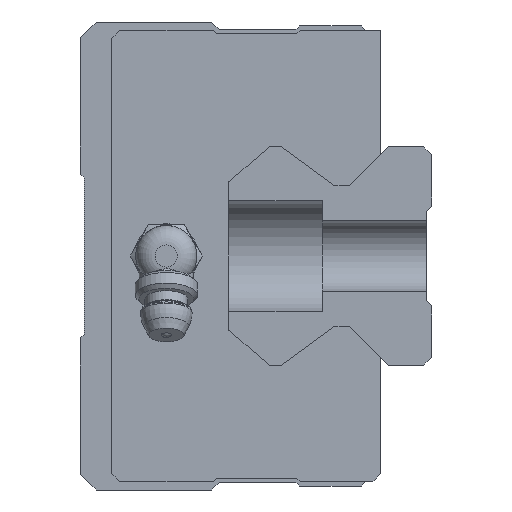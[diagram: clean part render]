
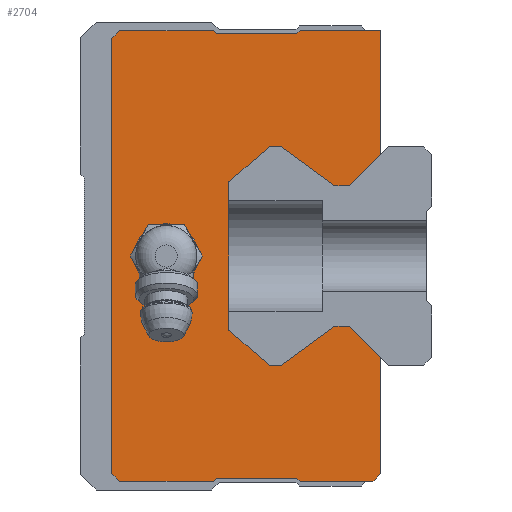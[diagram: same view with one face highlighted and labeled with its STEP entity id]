
A CAD part, left-side view. The second image highlights one B-rep face of the part: STEP entity #2704.
In plain terms, the highlighted planar face has unit normal (-1, 0, 0).
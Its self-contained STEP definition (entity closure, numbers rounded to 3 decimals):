
#554=ORIENTED_EDGE('',*,*,#1076,.F.);
#555=ORIENTED_EDGE('',*,*,#1105,.F.);
#556=ORIENTED_EDGE('',*,*,#1103,.F.);
#557=ORIENTED_EDGE('',*,*,#1101,.F.);
#558=ORIENTED_EDGE('',*,*,#1099,.F.);
#559=ORIENTED_EDGE('',*,*,#1097,.F.);
#560=ORIENTED_EDGE('',*,*,#1095,.F.);
#561=ORIENTED_EDGE('',*,*,#1093,.F.);
#562=ORIENTED_EDGE('',*,*,#1091,.F.);
#563=ORIENTED_EDGE('',*,*,#1089,.F.);
#564=ORIENTED_EDGE('',*,*,#973,.F.);
#565=ORIENTED_EDGE('',*,*,#970,.F.);
#566=ORIENTED_EDGE('',*,*,#967,.F.);
#567=ORIENTED_EDGE('',*,*,#964,.F.);
#568=ORIENTED_EDGE('',*,*,#961,.F.);
#569=ORIENTED_EDGE('',*,*,#958,.F.);
#570=ORIENTED_EDGE('',*,*,#955,.F.);
#571=ORIENTED_EDGE('',*,*,#952,.F.);
#572=ORIENTED_EDGE('',*,*,#949,.F.);
#573=ORIENTED_EDGE('',*,*,#946,.F.);
#574=ORIENTED_EDGE('',*,*,#941,.F.);
#575=ORIENTED_EDGE('',*,*,#1088,.F.);
#576=ORIENTED_EDGE('',*,*,#1086,.F.);
#577=ORIENTED_EDGE('',*,*,#1084,.F.);
#578=ORIENTED_EDGE('',*,*,#1082,.F.);
#579=ORIENTED_EDGE('',*,*,#1080,.F.);
#580=ORIENTED_EDGE('',*,*,#1078,.F.);
#581=ORIENTED_EDGE('',*,*,#1106,.T.);
#582=ORIENTED_EDGE('',*,*,#1107,.T.);
#583=ORIENTED_EDGE('',*,*,#1108,.T.);
#584=ORIENTED_EDGE('',*,*,#1109,.T.);
#585=ORIENTED_EDGE('',*,*,#1110,.T.);
#586=ORIENTED_EDGE('',*,*,#1111,.T.);
#941=EDGE_CURVE('',#1303,#1304,#1560,.T.);
#946=EDGE_CURVE('',#1304,#1308,#1565,.T.);
#949=EDGE_CURVE('',#1308,#1310,#1568,.T.);
#952=EDGE_CURVE('',#1310,#1312,#1571,.T.);
#955=EDGE_CURVE('',#1312,#1314,#1574,.T.);
#958=EDGE_CURVE('',#1314,#1316,#1577,.T.);
#961=EDGE_CURVE('',#1316,#1318,#1580,.T.);
#964=EDGE_CURVE('',#1318,#1320,#1583,.T.);
#967=EDGE_CURVE('',#1320,#1322,#1586,.T.);
#970=EDGE_CURVE('',#1322,#1324,#1589,.T.);
#973=EDGE_CURVE('',#1324,#1326,#1592,.T.);
#1076=EDGE_CURVE('',#1392,#1393,#1682,.T.);
#1078=EDGE_CURVE('',#1393,#1394,#1684,.T.);
#1080=EDGE_CURVE('',#1394,#1395,#1686,.T.);
#1082=EDGE_CURVE('',#1395,#1396,#1688,.T.);
#1084=EDGE_CURVE('',#1396,#1397,#1690,.T.);
#1086=EDGE_CURVE('',#1397,#1398,#1692,.T.);
#1088=EDGE_CURVE('',#1398,#1303,#1694,.T.);
#1089=EDGE_CURVE('',#1326,#1399,#1695,.T.);
#1091=EDGE_CURVE('',#1399,#1400,#1697,.T.);
#1093=EDGE_CURVE('',#1400,#1401,#1699,.T.);
#1095=EDGE_CURVE('',#1401,#1402,#1701,.T.);
#1097=EDGE_CURVE('',#1402,#1403,#1703,.T.);
#1099=EDGE_CURVE('',#1403,#1404,#1705,.T.);
#1101=EDGE_CURVE('',#1404,#1405,#1707,.T.);
#1103=EDGE_CURVE('',#1405,#1406,#1709,.T.);
#1105=EDGE_CURVE('',#1406,#1392,#1711,.T.);
#1106=EDGE_CURVE('',#1407,#1408,#1712,.T.);
#1107=EDGE_CURVE('',#1408,#1409,#1713,.T.);
#1108=EDGE_CURVE('',#1409,#1410,#1714,.T.);
#1109=EDGE_CURVE('',#1410,#1411,#1715,.T.);
#1110=EDGE_CURVE('',#1411,#1412,#1716,.T.);
#1111=EDGE_CURVE('',#1412,#1407,#1717,.T.);
#1303=VERTEX_POINT('',#3883);
#1304=VERTEX_POINT('',#3885);
#1308=VERTEX_POINT('',#3895);
#1310=VERTEX_POINT('',#3901);
#1312=VERTEX_POINT('',#3907);
#1314=VERTEX_POINT('',#3913);
#1316=VERTEX_POINT('',#3919);
#1318=VERTEX_POINT('',#3925);
#1320=VERTEX_POINT('',#3931);
#1322=VERTEX_POINT('',#3937);
#1324=VERTEX_POINT('',#3943);
#1326=VERTEX_POINT('',#3949);
#1392=VERTEX_POINT('',#4165);
#1393=VERTEX_POINT('',#4167);
#1394=VERTEX_POINT('',#4171);
#1395=VERTEX_POINT('',#4175);
#1396=VERTEX_POINT('',#4179);
#1397=VERTEX_POINT('',#4183);
#1398=VERTEX_POINT('',#4187);
#1399=VERTEX_POINT('',#4193);
#1400=VERTEX_POINT('',#4197);
#1401=VERTEX_POINT('',#4201);
#1402=VERTEX_POINT('',#4205);
#1403=VERTEX_POINT('',#4209);
#1404=VERTEX_POINT('',#4213);
#1405=VERTEX_POINT('',#4217);
#1406=VERTEX_POINT('',#4221);
#1407=VERTEX_POINT('',#4227);
#1408=VERTEX_POINT('',#4228);
#1409=VERTEX_POINT('',#4230);
#1410=VERTEX_POINT('',#4232);
#1411=VERTEX_POINT('',#4234);
#1412=VERTEX_POINT('',#4236);
#1560=LINE('',#3884,#1870);
#1565=LINE('',#3894,#1875);
#1568=LINE('',#3900,#1878);
#1571=LINE('',#3906,#1881);
#1574=LINE('',#3912,#1884);
#1577=LINE('',#3918,#1887);
#1580=LINE('',#3924,#1890);
#1583=LINE('',#3930,#1893);
#1586=LINE('',#3936,#1896);
#1589=LINE('',#3942,#1899);
#1592=LINE('',#3948,#1902);
#1682=LINE('',#4166,#1992);
#1684=LINE('',#4170,#1994);
#1686=LINE('',#4174,#1996);
#1688=LINE('',#4178,#1998);
#1690=LINE('',#4182,#2000);
#1692=LINE('',#4186,#2002);
#1694=LINE('',#4190,#2004);
#1695=LINE('',#4192,#2005);
#1697=LINE('',#4196,#2007);
#1699=LINE('',#4200,#2009);
#1701=LINE('',#4204,#2011);
#1703=LINE('',#4208,#2013);
#1705=LINE('',#4212,#2015);
#1707=LINE('',#4216,#2017);
#1709=LINE('',#4220,#2019);
#1711=LINE('',#4224,#2021);
#1712=LINE('',#4226,#2022);
#1713=LINE('',#4229,#2023);
#1714=LINE('',#4231,#2024);
#1715=LINE('',#4233,#2025);
#1716=LINE('',#4235,#2026);
#1717=LINE('',#4237,#2027);
#1870=VECTOR('',#3093,1000.);
#1875=VECTOR('',#3100,1000.);
#1878=VECTOR('',#3105,1000.);
#1881=VECTOR('',#3110,1000.);
#1884=VECTOR('',#3115,1000.);
#1887=VECTOR('',#3120,1000.);
#1890=VECTOR('',#3125,1000.);
#1893=VECTOR('',#3130,1000.);
#1896=VECTOR('',#3135,1000.);
#1899=VECTOR('',#3140,1000.);
#1902=VECTOR('',#3145,1000.);
#1992=VECTOR('',#3357,1000.);
#1994=VECTOR('',#3361,1000.);
#1996=VECTOR('',#3365,1000.);
#1998=VECTOR('',#3369,1000.);
#2000=VECTOR('',#3373,1000.);
#2002=VECTOR('',#3377,1000.);
#2004=VECTOR('',#3381,1000.);
#2005=VECTOR('',#3384,1000.);
#2007=VECTOR('',#3388,1000.);
#2009=VECTOR('',#3392,1000.);
#2011=VECTOR('',#3396,1000.);
#2013=VECTOR('',#3400,1000.);
#2015=VECTOR('',#3404,1000.);
#2017=VECTOR('',#3408,1000.);
#2019=VECTOR('',#3412,1000.);
#2021=VECTOR('',#3416,1000.);
#2022=VECTOR('',#3419,1000.);
#2023=VECTOR('',#3420,1000.);
#2024=VECTOR('',#3421,1000.);
#2025=VECTOR('',#3422,1000.);
#2026=VECTOR('',#3423,1000.);
#2027=VECTOR('',#3424,1000.);
#2222=EDGE_LOOP('',(#554,#555,#556,#557,#558,#559,#560,#561,#562,#563,#564,
#565,#566,#567,#568,#569,#570,#571,#572,#573,#574,#575,#576,#577,#578,#579,
#580));
#2223=EDGE_LOOP('',(#581,#582,#583,#584,#585,#586));
#2409=FACE_BOUND('',#2222,.T.);
#2410=FACE_BOUND('',#2223,.T.);
#2570=PLANE('',#2901);
#2704=ADVANCED_FACE('',(#2409,#2410),#2570,.F.);
#2901=AXIS2_PLACEMENT_3D('',#4225,#3417,#3418);
#3093=DIRECTION('',(0.,0.707,-0.707));
#3100=DIRECTION('',(0.,1.,0.));
#3105=DIRECTION('',(0.,0.807,0.591));
#3110=DIRECTION('',(0.,1.,0.));
#3115=DIRECTION('',(0.,0.758,-0.652));
#3120=DIRECTION('',(0.,0.,-1.));
#3125=DIRECTION('',(0.,-0.758,-0.652));
#3130=DIRECTION('',(0.,-1.,0.));
#3135=DIRECTION('',(0.,-0.807,0.591));
#3140=DIRECTION('',(0.,-1.,0.));
#3145=DIRECTION('',(0.,-0.707,-0.707));
#3357=DIRECTION('',(0.,-0.707,0.707));
#3361=DIRECTION('',(0.,-1.,0.));
#3365=DIRECTION('',(0.,-0.707,-0.707));
#3369=DIRECTION('',(0.,-1.,0.));
#3373=DIRECTION('',(0.,-0.707,0.707));
#3377=DIRECTION('',(0.,-1.,0.));
#3381=DIRECTION('',(0.,0.,-1.));
#3384=DIRECTION('',(0.,0.,-1.));
#3388=DIRECTION('',(0.,0.707,-0.707));
#3392=DIRECTION('',(0.,1.,0.));
#3396=DIRECTION('',(0.,0.707,0.707));
#3400=DIRECTION('',(0.,1.,0.));
#3404=DIRECTION('',(0.,0.707,-0.707));
#3408=DIRECTION('',(0.,1.,0.));
#3412=DIRECTION('',(0.,0.707,0.707));
#3416=DIRECTION('',(0.,0.,1.));
#3417=DIRECTION('',(1.,0.,0.));
#3418=DIRECTION('',(0.,0.,-1.));
#3419=DIRECTION('',(0.,1.,0.));
#3420=DIRECTION('',(0.,0.5,0.866));
#3421=DIRECTION('',(0.,-0.5,0.866));
#3422=DIRECTION('',(0.,-1.,0.));
#3423=DIRECTION('',(0.,-0.5,-0.866));
#3424=DIRECTION('',(0.,0.5,-0.866));
#3883=CARTESIAN_POINT('',(-48.25,-38.5,13.));
#3884=CARTESIAN_POINT('',(-48.25,-38.5,13.));
#3885=CARTESIAN_POINT('',(-48.25,-34.5,9.));
#3894=CARTESIAN_POINT('',(-48.25,-34.5,9.));
#3895=CARTESIAN_POINT('',(-48.25,-32.6,9.));
#3900=CARTESIAN_POINT('',(-48.25,-32.6,9.));
#3901=CARTESIAN_POINT('',(-48.25,-25.77,14.));
#3906=CARTESIAN_POINT('',(-48.25,-25.77,14.));
#3907=CARTESIAN_POINT('',(-48.25,-24.23,14.));
#3912=CARTESIAN_POINT('',(-48.25,-24.23,14.));
#3913=CARTESIAN_POINT('',(-48.25,-19.,9.5));
#3918=CARTESIAN_POINT('',(-48.25,-19.,9.5));
#3919=CARTESIAN_POINT('',(-48.25,-19.,-9.5));
#3924=CARTESIAN_POINT('',(-48.25,-19.,-9.5));
#3925=CARTESIAN_POINT('',(-48.25,-24.23,-14.));
#3930=CARTESIAN_POINT('',(-48.25,-24.23,-14.));
#3931=CARTESIAN_POINT('',(-48.25,-25.77,-14.));
#3936=CARTESIAN_POINT('',(-48.25,-25.77,-14.));
#3937=CARTESIAN_POINT('',(-48.25,-32.6,-9.));
#3942=CARTESIAN_POINT('',(-48.25,-32.6,-9.));
#3943=CARTESIAN_POINT('',(-48.25,-34.5,-9.));
#3948=CARTESIAN_POINT('',(-48.25,-34.5,-9.));
#3949=CARTESIAN_POINT('',(-48.25,-38.5,-13.));
#4165=CARTESIAN_POINT('',(-48.25,-4.,27.9));
#4166=CARTESIAN_POINT('',(-48.25,-4.,27.9));
#4167=CARTESIAN_POINT('',(-48.25,-5.,28.9));
#4170=CARTESIAN_POINT('',(-48.25,-5.,28.9));
#4171=CARTESIAN_POINT('',(-48.25,-17.05,28.9));
#4174=CARTESIAN_POINT('',(-48.25,-17.05,28.9));
#4175=CARTESIAN_POINT('',(-48.25,-17.45,28.5));
#4178=CARTESIAN_POINT('',(-48.25,-17.45,28.5));
#4179=CARTESIAN_POINT('',(-48.25,-27.75,28.5));
#4182=CARTESIAN_POINT('',(-48.25,-27.75,28.5));
#4183=CARTESIAN_POINT('',(-48.25,-28.15,28.9));
#4186=CARTESIAN_POINT('',(-48.25,-28.15,28.9));
#4187=CARTESIAN_POINT('',(-48.25,-38.5,28.9));
#4190=CARTESIAN_POINT('',(-48.25,-38.5,28.9));
#4192=CARTESIAN_POINT('',(-48.25,-38.5,-13.));
#4193=CARTESIAN_POINT('',(-48.25,-38.5,-27.9));
#4196=CARTESIAN_POINT('',(-48.25,-38.5,-27.9));
#4197=CARTESIAN_POINT('',(-48.25,-37.5,-28.9));
#4200=CARTESIAN_POINT('',(-48.25,-37.5,-28.9));
#4201=CARTESIAN_POINT('',(-48.25,-28.15,-28.9));
#4204=CARTESIAN_POINT('',(-48.25,-28.15,-28.9));
#4205=CARTESIAN_POINT('',(-48.25,-27.75,-28.5));
#4208=CARTESIAN_POINT('',(-48.25,-27.75,-28.5));
#4209=CARTESIAN_POINT('',(-48.25,-17.45,-28.5));
#4212=CARTESIAN_POINT('',(-48.25,-17.45,-28.5));
#4213=CARTESIAN_POINT('',(-48.25,-17.05,-28.9));
#4216=CARTESIAN_POINT('',(-48.25,-17.05,-28.9));
#4217=CARTESIAN_POINT('',(-48.25,-5.,-28.9));
#4220=CARTESIAN_POINT('',(-48.25,-5.,-28.9));
#4221=CARTESIAN_POINT('',(-48.25,-4.,-27.9));
#4224=CARTESIAN_POINT('',(-48.25,-4.,-27.9));
#4225=CARTESIAN_POINT('',(-48.25,0.,0.));
#4226=CARTESIAN_POINT('',(-48.25,-13.309,-4.));
#4227=CARTESIAN_POINT('',(-48.25,-13.309,-4.));
#4228=CARTESIAN_POINT('',(-48.25,-8.691,-4.));
#4229=CARTESIAN_POINT('',(-48.25,-8.691,-4.));
#4230=CARTESIAN_POINT('',(-48.25,-6.381,0.));
#4231=CARTESIAN_POINT('',(-48.25,-6.381,0.));
#4232=CARTESIAN_POINT('',(-48.25,-8.691,4.));
#4233=CARTESIAN_POINT('',(-48.25,-8.691,4.));
#4234=CARTESIAN_POINT('',(-48.25,-13.309,4.));
#4235=CARTESIAN_POINT('',(-48.25,-13.309,4.));
#4236=CARTESIAN_POINT('',(-48.25,-15.619,0.));
#4237=CARTESIAN_POINT('',(-48.25,-15.619,0.));
